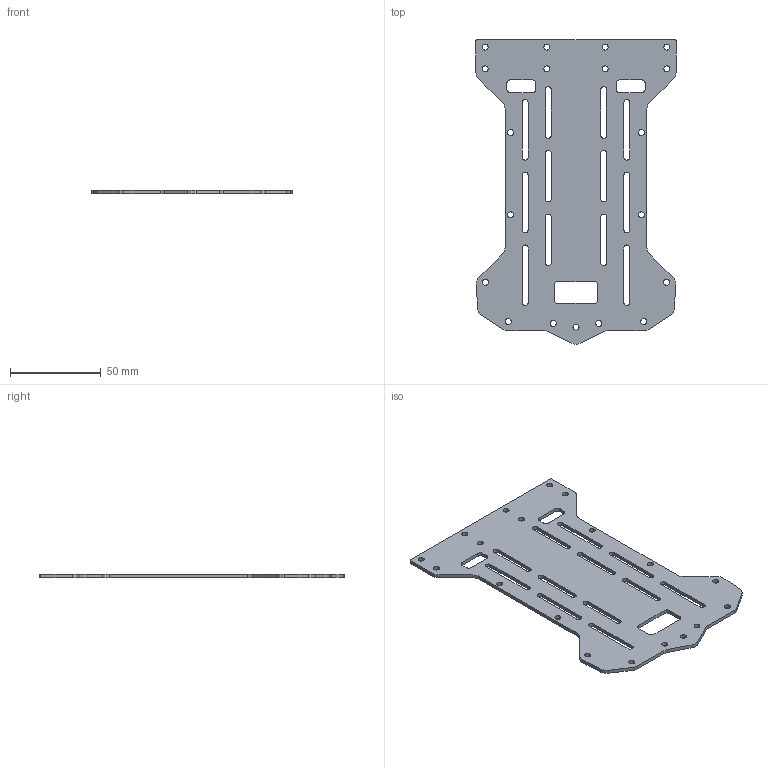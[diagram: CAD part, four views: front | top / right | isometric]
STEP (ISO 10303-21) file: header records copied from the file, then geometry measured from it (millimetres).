
FILE_DESCRIPTION(/* description */ (''),/* implementation_level */ '2;1');
FILE_NAME(/* name */ 'DB-01_UpperMainBodyPlate.step',/* time_stamp */ '2026-02-13T12:53:09+01:00',/* author */ (''),/* organization */ (''),/* preprocessor_version */ 'ST-DEVELOPER v20.1',/* originating_system */ 'Autodesk Translation Framework v14.24.0.0',/* authorisation */ '');
FILE_SCHEMA (('AUTOMOTIVE_DESIGN { 1 0 10303 214 3 1 1 }'));
Length unit declared in the file: millimetre
Products named in the file (1): DB-01_UpperMainBodyPlate
Bounding box: 110 x 167.41 x 2 mm (x, y, z)
Volume: 25200.5 mm3; surface area: 28572.2 mm2
Topology: 1 solids, 1 shells, 127 faces, 375 edges, 250 vertices
Faces by surface type: cylinder 72, plane 55
Full cylindrical faces by diameter (mm): 3.3 x19
Entity records: 4469 total; most frequent: DIRECTION 775, CARTESIAN_POINT 753, ORIENTED_EDGE 750, EDGE_CURVE 375, AXIS2_PLACEMENT_3D 272, VERTEX_POINT 250, LINE 231, VECTOR 231
